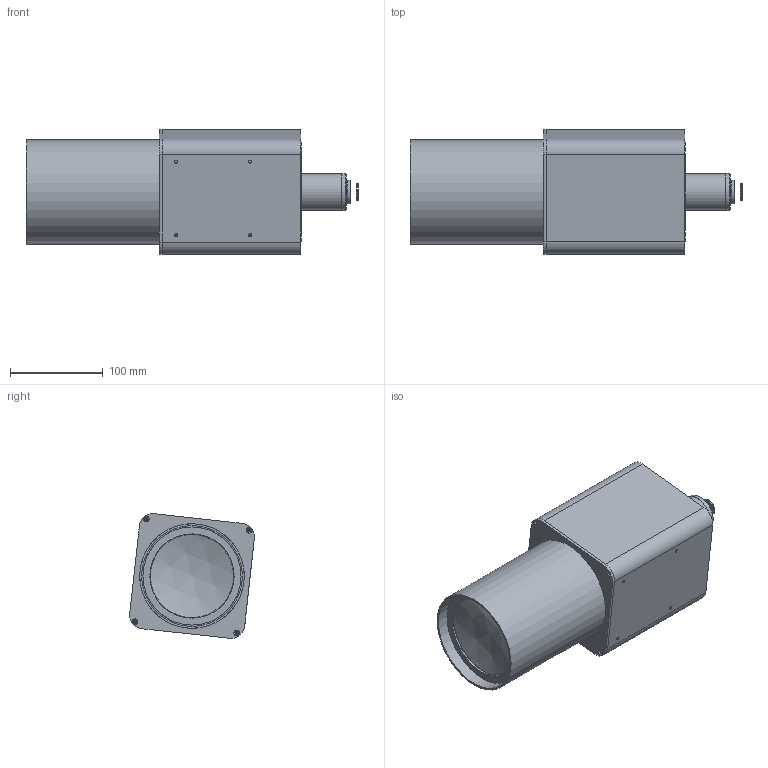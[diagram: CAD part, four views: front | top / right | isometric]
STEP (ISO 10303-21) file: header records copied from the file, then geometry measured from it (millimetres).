
FILE_DESCRIPTION (( 'STEP AP203' ), '1' );
FILE_NAME ('690042.STEP', '2024-07-22T01:06:02', ( 'Windows User' ), ( 'P R C' ), 'SwSTEP 2.0', 'SolidWorks 2020', '' );
FILE_SCHEMA (( 'CONFIG_CONTROL_DESIGN' ));
Length unit declared in the file: millimetre
Products named in the file (1): 690042
Bounding box: 358.78 x 134.83 x 134.8 mm (x, y, z)
Volume: 1019956.9 mm3; surface area: 569626.6 mm2
Topology: 17 solids, 17 shells, 1229 faces, 3489 edges, 2319 vertices
Faces by surface type: bspline 505, cylinder 372, plane 331, cone 17, sphere 4
Full cylindrical faces by diameter (mm): 1.25 x2, 2 x2, 2.1 x2, 2.5 x14, 3 x1, 3.2 x2, 3.3 x4, 3.4 x4, 4.5 x2, 5 x1, 10 x1, 17.168 x1, 17.843 x1, 18.048 x1, 18.069 x1, 22 x1, 24 x1, 24.4 x1, 25.4 x1, 27.071 x1, 28 x2, 30 x1, 33 x3, 34 x2, 40 x2, 88 x1, 91 x1, 93 x1, 95 x4, 96 x1
Entity records: 47785 total; most frequent: CARTESIAN_POINT 18576, ORIENTED_EDGE 6730, DIRECTION 4980, EDGE_CURVE 3365, VERTEX_POINT 2298, AXIS2_PLACEMENT_3D 1921, EDGE_LOOP 1421, FACE_OUTER_BOUND 1312
